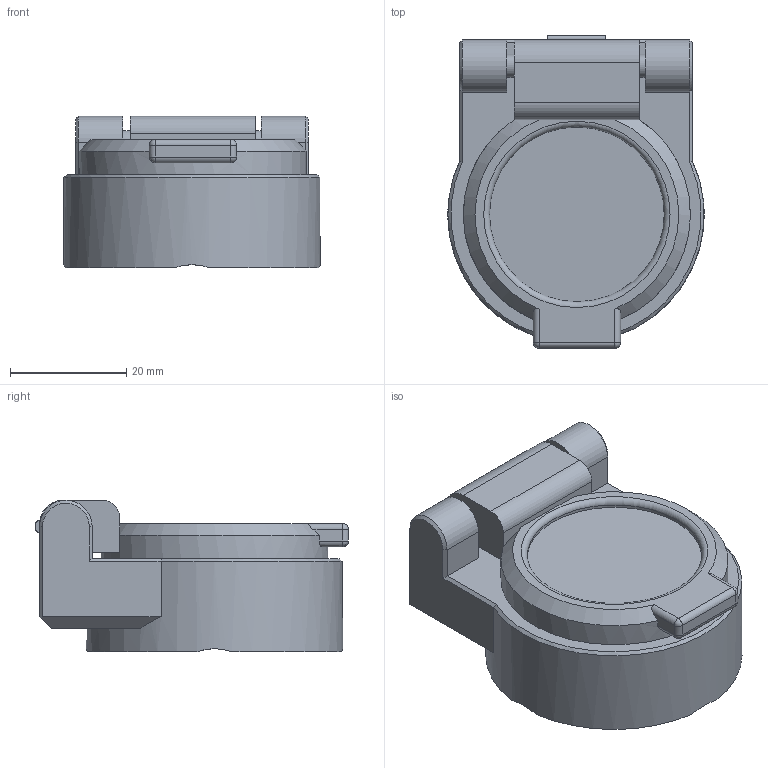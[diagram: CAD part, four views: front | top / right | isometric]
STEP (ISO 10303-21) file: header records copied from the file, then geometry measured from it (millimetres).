
FILE_DESCRIPTION((''),'2;1');
FILE_NAME('6286408906.stp','2015-09-23T16:57:06',('Ji��'),(''),'Autodesk Inventor 2012','Autodesk Inventor 2012','');
FILE_SCHEMA(('AUTOMOTIVE_DESIGN { 1 0 10303 214 1 1 1 1 }'));
Length unit declared in the file: millimetre
Products named in the file (1): 6286408906
Bounding box: 44 x 53.7 x 26 mm (x, y, z)
Volume: 20992 mm3; surface area: 10571.3 mm2
Topology: 1 solids, 1 shells, 97 faces, 240 edges, 152 vertices
Faces by surface type: plane 56, cylinder 29, cone 6, sphere 4, torus 2
Full cylindrical faces by diameter (mm): 4 x2, 30 x2, 34 x1, 38 x1, 39 x1, 44 x1
Entity records: 2947 total; most frequent: CARTESIAN_POINT 570, DIRECTION 475, ORIENTED_EDGE 446, EDGE_CURVE 223, AXIS2_PLACEMENT_3D 174, VERTEX_POINT 147, VECTOR 127, LINE 127
